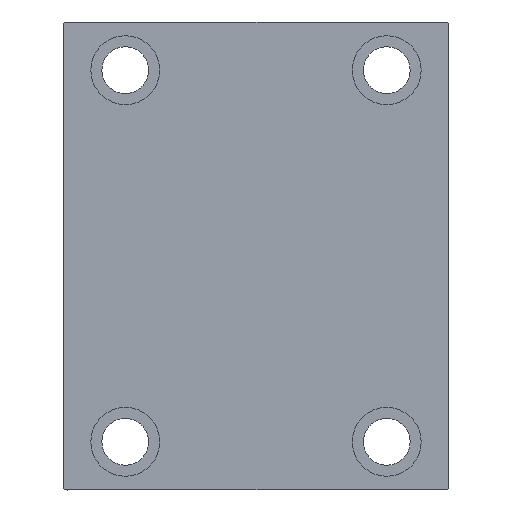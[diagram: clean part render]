
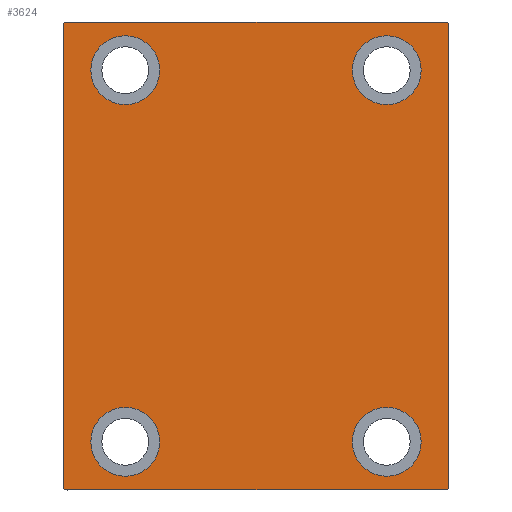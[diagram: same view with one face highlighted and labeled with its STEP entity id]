
A CAD part, left-side view. The second image highlights one B-rep face of the part: STEP entity #3624.
In plain terms, the highlighted face is planar.
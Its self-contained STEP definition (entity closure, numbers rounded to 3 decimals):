
#195 = ORIENTED_EDGE ( 'NONE', *, *, #39618, .T. ) ;
#683 = EDGE_CURVE ( 'NONE', #28757, #21284, #13288, .T. ) ;
#839 = CIRCLE ( 'NONE', #5187, 12.5 ) ;
#1431 = DIRECTION ( 'NONE',  ( 0., -0.707, 0.707 ) ) ;
#1677 = CIRCLE ( 'NONE', #44679, 12.5 ) ;
#2123 = CARTESIAN_POINT ( 'NONE',  ( 155., 70., -84.5 ) ) ;
#2143 = DIRECTION ( 'NONE',  ( -1., 0., 0. ) ) ;
#2150 = AXIS2_PLACEMENT_3D ( 'NONE', #5669, #8430, #42922 ) ;
#2443 = CARTESIAN_POINT ( 'NONE',  ( 155., -77.25, 77.25 ) ) ;
#2570 = DIRECTION ( 'NONE',  ( 0., 0.707, 0.707 ) ) ;
#3624 = ADVANCED_FACE ( 'NONE', ( #6320, #4468, #8353, #28674, #18623 ), #4013, .T. ) ;
#4013 = PLANE ( 'NONE',  #13250 ) ;
#4018 = VECTOR ( 'NONE', #1431, 1000. ) ;
#4468 = FACE_BOUND ( 'NONE', #30034, .T. ) ;
#4503 = ORIENTED_EDGE ( 'NONE', *, *, #43796, .T. ) ;
#4872 = VERTEX_POINT ( 'NONE', #20954 ) ;
#4988 = DIRECTION ( 'NONE',  ( 0., 0., -1. ) ) ;
#5187 = AXIS2_PLACEMENT_3D ( 'NONE', #9646, #23575, #31105 ) ;
#5198 = CARTESIAN_POINT ( 'NONE',  ( 155., -47.5, 67.5 ) ) ;
#5368 = CARTESIAN_POINT ( 'NONE',  ( 155., -77.25, -77.25 ) ) ;
#5570 = ORIENTED_EDGE ( 'NONE', *, *, #27278, .T. ) ;
#5658 = DIRECTION ( 'NONE',  ( -1., 0., 0. ) ) ;
#5669 = CARTESIAN_POINT ( 'NONE',  ( 155., 47.5, -67.5 ) ) ;
#5708 = ORIENTED_EDGE ( 'NONE', *, *, #15224, .T. ) ;
#5825 = VECTOR ( 'NONE', #4988, 1000. ) ;
#5977 = LINE ( 'NONE', #19900, #4018 ) ;
#6320 = FACE_BOUND ( 'NONE', #14699, .T. ) ;
#7478 = CARTESIAN_POINT ( 'NONE',  ( 155., 70., 84.5 ) ) ;
#7779 = VERTEX_POINT ( 'NONE', #10303 ) ;
#8207 = CARTESIAN_POINT ( 'NONE',  ( 155., -70., -84.5 ) ) ;
#8353 = FACE_BOUND ( 'NONE', #22803, .T. ) ;
#8430 = DIRECTION ( 'NONE',  ( -1., 0., 0. ) ) ;
#8760 = CARTESIAN_POINT ( 'NONE',  ( 155., 70., -85. ) ) ;
#9375 = AXIS2_PLACEMENT_3D ( 'NONE', #5198, #25530, #39024 ) ;
#9443 = AXIS2_PLACEMENT_3D ( 'NONE', #11570, #28468, #32344 ) ;
#9558 = EDGE_LOOP ( 'NONE', ( #42812, #23333, #41907, #42802, #195, #39332, #18774, #4503 ) ) ;
#9600 = CARTESIAN_POINT ( 'NONE',  ( 155., -47.5, -80. ) ) ;
#9646 = CARTESIAN_POINT ( 'NONE',  ( 155., 47.5, 67.5 ) ) ;
#9768 = VERTEX_POINT ( 'NONE', #7478 ) ;
#10154 = CIRCLE ( 'NONE', #2150, 12.5 ) ;
#10182 = CIRCLE ( 'NONE', #9443, 12.5 ) ;
#10303 = CARTESIAN_POINT ( 'NONE',  ( 155., -47.5, -55. ) ) ;
#10529 = CARTESIAN_POINT ( 'NONE',  ( 155., -70., -85. ) ) ;
#10889 = CARTESIAN_POINT ( 'NONE',  ( 155., 47.5, -80. ) ) ;
#11570 = CARTESIAN_POINT ( 'NONE',  ( 155., -47.5, -67.5 ) ) ;
#12143 = CARTESIAN_POINT ( 'NONE',  ( 155., -70., 84.5 ) ) ;
#13250 = AXIS2_PLACEMENT_3D ( 'NONE', #17946, #21591, #25014 ) ;
#13288 = CIRCLE ( 'NONE', #44664, 12.5 ) ;
#13611 = VECTOR ( 'NONE', #2570, 1000. ) ;
#13701 = CIRCLE ( 'NONE', #26180, 12.5 ) ;
#14641 = VERTEX_POINT ( 'NONE', #8207 ) ;
#14656 = EDGE_CURVE ( 'NONE', #21551, #17032, #43594, .T. ) ;
#14699 = EDGE_LOOP ( 'NONE', ( #41100, #20663 ) ) ;
#15221 = ORIENTED_EDGE ( 'NONE', *, *, #683, .T. ) ;
#15224 = EDGE_CURVE ( 'NONE', #39492, #26602, #20037, .T. ) ;
#15498 = CARTESIAN_POINT ( 'NONE',  ( 155., 70., 85. ) ) ;
#15548 = CARTESIAN_POINT ( 'NONE',  ( 155., -47.5, 55. ) ) ;
#15573 = CARTESIAN_POINT ( 'NONE',  ( 155., 47.5, -55. ) ) ;
#15603 = DIRECTION ( 'NONE',  ( 0., 0., 1. ) ) ;
#15872 = DIRECTION ( 'NONE',  ( 0., 0.707, -0.707 ) ) ;
#16487 = VECTOR ( 'NONE', #15872, 1000. ) ;
#16640 = CIRCLE ( 'NONE', #9375, 12.5 ) ;
#17014 = VERTEX_POINT ( 'NONE', #32895 ) ;
#17032 = VERTEX_POINT ( 'NONE', #25598 ) ;
#17946 = CARTESIAN_POINT ( 'NONE',  ( 155., 0., 0. ) ) ;
#18274 = CARTESIAN_POINT ( 'NONE',  ( 155., 47.5, 80. ) ) ;
#18623 = FACE_OUTER_BOUND ( 'NONE', #9558, .T. ) ;
#18705 = DIRECTION ( 'NONE',  ( 0., -1., 0. ) ) ;
#18774 = ORIENTED_EDGE ( 'NONE', *, *, #31663, .T. ) ;
#18959 = EDGE_CURVE ( 'NONE', #14641, #4872, #42844, .T. ) ;
#19437 = EDGE_CURVE ( 'NONE', #17014, #19544, #40486, .T. ) ;
#19544 = VERTEX_POINT ( 'NONE', #2123 ) ;
#19900 = CARTESIAN_POINT ( 'NONE',  ( 155., 77.25, 77.25 ) ) ;
#20037 = CIRCLE ( 'NONE', #39731, 12.5 ) ;
#20118 = VERTEX_POINT ( 'NONE', #38242 ) ;
#20387 = VECTOR ( 'NONE', #15603, 1000. ) ;
#20663 = ORIENTED_EDGE ( 'NONE', *, *, #40954, .T. ) ;
#20954 = CARTESIAN_POINT ( 'NONE',  ( 155., -69.5, -85. ) ) ;
#21284 = VERTEX_POINT ( 'NONE', #18274 ) ;
#21461 = VECTOR ( 'NONE', #18705, 1000. ) ;
#21551 = VERTEX_POINT ( 'NONE', #28272 ) ;
#21591 = DIRECTION ( 'NONE',  ( 1., 0., 0. ) ) ;
#22563 = DIRECTION ( 'NONE',  ( 0., 0., 1. ) ) ;
#22688 = CARTESIAN_POINT ( 'NONE',  ( 155., -47.5, 67.5 ) ) ;
#22803 = EDGE_LOOP ( 'NONE', ( #15221, #41452 ) ) ;
#23333 = ORIENTED_EDGE ( 'NONE', *, *, #30486, .T. ) ;
#23568 = CARTESIAN_POINT ( 'NONE',  ( 155., 77.25, -77.25 ) ) ;
#23575 = DIRECTION ( 'NONE',  ( -1., 0., 0. ) ) ;
#23888 = LINE ( 'NONE', #2443, #24007 ) ;
#23906 = DIRECTION ( 'NONE',  ( 0., 0., 1. ) ) ;
#24007 = VECTOR ( 'NONE', #44684, 1000. ) ;
#24163 = ORIENTED_EDGE ( 'NONE', *, *, #26801, .T. ) ;
#24934 = VECTOR ( 'NONE', #31756, 1000. ) ;
#24966 = EDGE_CURVE ( 'NONE', #20118, #37727, #16640, .T. ) ;
#25014 = DIRECTION ( 'NONE',  ( 0., 0., -1. ) ) ;
#25530 = DIRECTION ( 'NONE',  ( -1., 0., 0. ) ) ;
#25598 = CARTESIAN_POINT ( 'NONE',  ( 155., -69.5, 85. ) ) ;
#26180 = AXIS2_PLACEMENT_3D ( 'NONE', #22688, #2143, #33184 ) ;
#26602 = VERTEX_POINT ( 'NONE', #10889 ) ;
#26801 = EDGE_CURVE ( 'NONE', #37727, #20118, #13701, .T. ) ;
#26898 = EDGE_LOOP ( 'NONE', ( #5570, #5708 ) ) ;
#27278 = EDGE_CURVE ( 'NONE', #26602, #39492, #10154, .T. ) ;
#28272 = CARTESIAN_POINT ( 'NONE',  ( 155., 69.5, 85. ) ) ;
#28468 = DIRECTION ( 'NONE',  ( -1., 0., 0. ) ) ;
#28674 = FACE_BOUND ( 'NONE', #26898, .T. ) ;
#28757 = VERTEX_POINT ( 'NONE', #33591 ) ;
#29750 = VERTEX_POINT ( 'NONE', #12143 ) ;
#29830 = ORIENTED_EDGE ( 'NONE', *, *, #24966, .T. ) ;
#30011 = DIRECTION ( 'NONE',  ( -1., 0., 0. ) ) ;
#30034 = EDGE_LOOP ( 'NONE', ( #24163, #29830 ) ) ;
#30189 = LINE ( 'NONE', #10529, #24934 ) ;
#30486 = EDGE_CURVE ( 'NONE', #17032, #29750, #23888, .T. ) ;
#31105 = DIRECTION ( 'NONE',  ( 0., 0., 1. ) ) ;
#31663 = EDGE_CURVE ( 'NONE', #19544, #9768, #37285, .T. ) ;
#31756 = DIRECTION ( 'NONE',  ( 0., 1., 0. ) ) ;
#32188 = EDGE_CURVE ( 'NONE', #29750, #14641, #36950, .T. ) ;
#32344 = DIRECTION ( 'NONE',  ( 0., 0., 1. ) ) ;
#32478 = EDGE_CURVE ( 'NONE', #32836, #7779, #10182, .T. ) ;
#32836 = VERTEX_POINT ( 'NONE', #9600 ) ;
#32895 = CARTESIAN_POINT ( 'NONE',  ( 155., 69.5, -85. ) ) ;
#33061 = CARTESIAN_POINT ( 'NONE',  ( 155., -70., 85. ) ) ;
#33184 = DIRECTION ( 'NONE',  ( 0., 0., 1. ) ) ;
#33282 = CARTESIAN_POINT ( 'NONE',  ( 155., 47.5, -67.5 ) ) ;
#33591 = CARTESIAN_POINT ( 'NONE',  ( 155., 47.5, 55. ) ) ;
#36859 = EDGE_CURVE ( 'NONE', #21284, #28757, #839, .T. ) ;
#36950 = LINE ( 'NONE', #33061, #5825 ) ;
#37285 = LINE ( 'NONE', #8760, #20387 ) ;
#37727 = VERTEX_POINT ( 'NONE', #15548 ) ;
#38242 = CARTESIAN_POINT ( 'NONE',  ( 155., -47.5, 80. ) ) ;
#39024 = DIRECTION ( 'NONE',  ( 0., 0., 1. ) ) ;
#39332 = ORIENTED_EDGE ( 'NONE', *, *, #19437, .T. ) ;
#39492 = VERTEX_POINT ( 'NONE', #15573 ) ;
#39618 = EDGE_CURVE ( 'NONE', #4872, #17014, #30189, .T. ) ;
#39731 = AXIS2_PLACEMENT_3D ( 'NONE', #33282, #5658, #22563 ) ;
#40486 = LINE ( 'NONE', #23568, #13611 ) ;
#40954 = EDGE_CURVE ( 'NONE', #7779, #32836, #1677, .T. ) ;
#41100 = ORIENTED_EDGE ( 'NONE', *, *, #32478, .T. ) ;
#41452 = ORIENTED_EDGE ( 'NONE', *, *, #36859, .T. ) ;
#41907 = ORIENTED_EDGE ( 'NONE', *, *, #32188, .T. ) ;
#42802 = ORIENTED_EDGE ( 'NONE', *, *, #18959, .T. ) ;
#42812 = ORIENTED_EDGE ( 'NONE', *, *, #14656, .T. ) ;
#42844 = LINE ( 'NONE', #5368, #16487 ) ;
#42922 = DIRECTION ( 'NONE',  ( 0., 0., 1. ) ) ;
#43051 = CARTESIAN_POINT ( 'NONE',  ( 155., 47.5, 67.5 ) ) ;
#43594 = LINE ( 'NONE', #15498, #21461 ) ;
#43796 = EDGE_CURVE ( 'NONE', #9768, #21551, #5977, .T. ) ;
#43953 = DIRECTION ( 'NONE',  ( 0., 0., 1. ) ) ;
#44481 = DIRECTION ( 'NONE',  ( -1., 0., 0. ) ) ;
#44664 = AXIS2_PLACEMENT_3D ( 'NONE', #43051, #30011, #43953 ) ;
#44679 = AXIS2_PLACEMENT_3D ( 'NONE', #44931, #44481, #23906 ) ;
#44684 = DIRECTION ( 'NONE',  ( 0., -0.707, -0.707 ) ) ;
#44931 = CARTESIAN_POINT ( 'NONE',  ( 155., -47.5, -67.5 ) ) ;
